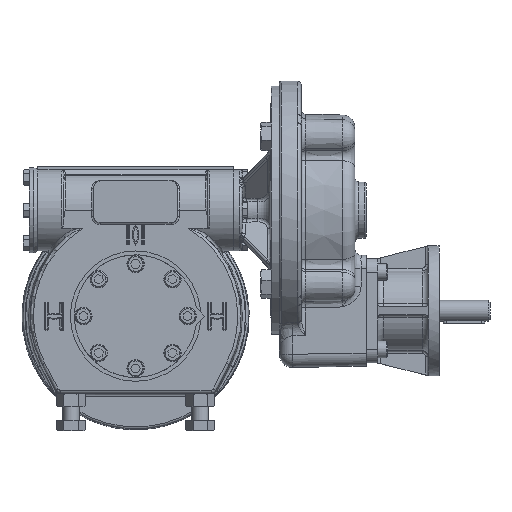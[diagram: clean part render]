
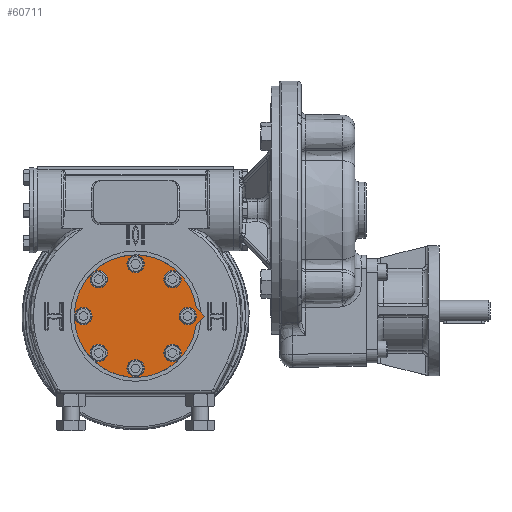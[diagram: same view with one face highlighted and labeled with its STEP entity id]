
A CAD part, top view. The second image highlights one B-rep face of the part: STEP entity #60711.
In plain terms, the highlighted planar face has unit normal (0, 0, 1).
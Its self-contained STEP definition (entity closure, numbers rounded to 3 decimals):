
#1278=PLANE('',#64731);
#6323=LINE('',#91734,#8454);
#6326=LINE('',#91740,#8457);
#8454=VECTOR('',#72563,1000.);
#8457=VECTOR('',#72568,1000.);
#16391=ORIENTED_EDGE('',*,*,#26022,.T.);
#16392=ORIENTED_EDGE('',*,*,#26023,.T.);
#16393=ORIENTED_EDGE('',*,*,#26024,.T.);
#16394=ORIENTED_EDGE('',*,*,#26025,.T.);
#16395=ORIENTED_EDGE('',*,*,#26026,.T.);
#16396=ORIENTED_EDGE('',*,*,#26027,.T.);
#16397=ORIENTED_EDGE('',*,*,#26028,.T.);
#16398=ORIENTED_EDGE('',*,*,#26029,.T.);
#16399=ORIENTED_EDGE('',*,*,#26005,.F.);
#16400=ORIENTED_EDGE('',*,*,#26012,.F.);
#16401=ORIENTED_EDGE('',*,*,#26009,.F.);
#26005=EDGE_CURVE('',#31360,#31361,#34544,.T.);
#26009=EDGE_CURVE('',#31361,#31364,#6323,.T.);
#26012=EDGE_CURVE('',#31364,#31360,#6326,.T.);
#26022=EDGE_CURVE('',#31374,#31374,#34554,.T.);
#26023=EDGE_CURVE('',#31375,#31375,#34555,.T.);
#26024=EDGE_CURVE('',#31376,#31376,#34556,.T.);
#26025=EDGE_CURVE('',#31377,#31377,#34557,.T.);
#26026=EDGE_CURVE('',#31378,#31378,#34558,.T.);
#26027=EDGE_CURVE('',#31379,#31379,#34559,.T.);
#26028=EDGE_CURVE('',#31380,#31380,#34560,.T.);
#26029=EDGE_CURVE('',#31381,#31381,#34561,.T.);
#31360=VERTEX_POINT('',#91726);
#31361=VERTEX_POINT('',#91727);
#31364=VERTEX_POINT('',#91735);
#31374=VERTEX_POINT('',#91761);
#31375=VERTEX_POINT('',#91763);
#31376=VERTEX_POINT('',#91765);
#31377=VERTEX_POINT('',#91767);
#31378=VERTEX_POINT('',#91769);
#31379=VERTEX_POINT('',#91771);
#31380=VERTEX_POINT('',#91773);
#31381=VERTEX_POINT('',#91775);
#34544=CIRCLE('',#64718,58.75);
#34554=CIRCLE('',#64732,5.5);
#34555=CIRCLE('',#64733,5.5);
#34556=CIRCLE('',#64734,5.5);
#34557=CIRCLE('',#64735,5.5);
#34558=CIRCLE('',#64736,5.5);
#34559=CIRCLE('',#64737,5.5);
#34560=CIRCLE('',#64738,5.5);
#34561=CIRCLE('',#64739,5.5);
#37047=EDGE_LOOP('',(#16391));
#37048=EDGE_LOOP('',(#16392));
#37049=EDGE_LOOP('',(#16393));
#37050=EDGE_LOOP('',(#16394));
#37051=EDGE_LOOP('',(#16395));
#37052=EDGE_LOOP('',(#16396));
#37053=EDGE_LOOP('',(#16397));
#37054=EDGE_LOOP('',(#16398));
#37055=EDGE_LOOP('',(#16399,#16400,#16401));
#40749=FACE_BOUND('',#37047,.T.);
#40750=FACE_BOUND('',#37048,.T.);
#40751=FACE_BOUND('',#37049,.T.);
#40752=FACE_BOUND('',#37050,.T.);
#40753=FACE_BOUND('',#37051,.T.);
#40754=FACE_BOUND('',#37052,.T.);
#40755=FACE_BOUND('',#37053,.T.);
#40756=FACE_BOUND('',#37054,.T.);
#40757=FACE_BOUND('',#37055,.T.);
#60711=ADVANCED_FACE('',(#40749,#40750,#40751,#40752,#40753,#40754,#40755,
#40756,#40757),#1278,.F.);
#64718=AXIS2_PLACEMENT_3D('',#91725,#72555,#72556);
#64731=AXIS2_PLACEMENT_3D('',#91759,#72588,#72589);
#64732=AXIS2_PLACEMENT_3D('',#91760,#72590,#72591);
#64733=AXIS2_PLACEMENT_3D('',#91762,#72592,#72593);
#64734=AXIS2_PLACEMENT_3D('',#91764,#72594,#72595);
#64735=AXIS2_PLACEMENT_3D('',#91766,#72596,#72597);
#64736=AXIS2_PLACEMENT_3D('',#91768,#72598,#72599);
#64737=AXIS2_PLACEMENT_3D('',#91770,#72600,#72601);
#64738=AXIS2_PLACEMENT_3D('',#91772,#72602,#72603);
#64739=AXIS2_PLACEMENT_3D('',#91774,#72604,#72605);
#72555=DIRECTION('',(0.,0.,-1.));
#72556=DIRECTION('',(1.,0.,0.));
#72563=DIRECTION('',(0.707,-0.707,0.));
#72568=DIRECTION('',(-0.707,-0.707,0.));
#72588=DIRECTION('',(0.,0.,-1.));
#72589=DIRECTION('',(1.,0.,0.));
#72590=DIRECTION('',(0.,0.,-1.));
#72591=DIRECTION('',(1.,0.,0.));
#72592=DIRECTION('',(0.,0.,-1.));
#72593=DIRECTION('',(1.,0.,0.));
#72594=DIRECTION('',(0.,0.,-1.));
#72595=DIRECTION('',(1.,0.,0.));
#72596=DIRECTION('',(0.,0.,-1.));
#72597=DIRECTION('',(1.,0.,0.));
#72598=DIRECTION('',(0.,0.,-1.));
#72599=DIRECTION('',(1.,0.,0.));
#72600=DIRECTION('',(0.,0.,-1.));
#72601=DIRECTION('',(1.,0.,0.));
#72602=DIRECTION('',(0.,0.,-1.));
#72603=DIRECTION('',(1.,0.,0.));
#72604=DIRECTION('',(0.,0.,-1.));
#72605=DIRECTION('',(1.,0.,0.));
#91725=CARTESIAN_POINT('',(0.,0.,73.5));
#91726=CARTESIAN_POINT('',(58.195,-8.055,73.5));
#91727=CARTESIAN_POINT('',(58.195,8.055,73.5));
#91734=CARTESIAN_POINT('',(58.195,8.055,73.5));
#91735=CARTESIAN_POINT('',(66.25,0.,73.5));
#91740=CARTESIAN_POINT('',(66.25,0.,73.5));
#91759=CARTESIAN_POINT('',(0.,0.,73.5));
#91760=CARTESIAN_POINT('',(35.355,35.355,73.5));
#91761=CARTESIAN_POINT('',(40.855,35.355,73.5));
#91762=CARTESIAN_POINT('',(0.,50.,73.5));
#91763=CARTESIAN_POINT('',(5.5,50.,73.5));
#91764=CARTESIAN_POINT('',(-35.355,35.355,73.5));
#91765=CARTESIAN_POINT('',(-29.855,35.355,73.5));
#91766=CARTESIAN_POINT('',(-50.,0.,73.5));
#91767=CARTESIAN_POINT('',(-44.5,0.,73.5));
#91768=CARTESIAN_POINT('',(-35.355,-35.355,73.5));
#91769=CARTESIAN_POINT('',(-29.855,-35.355,73.5));
#91770=CARTESIAN_POINT('',(0.,-50.,73.5));
#91771=CARTESIAN_POINT('',(5.5,-50.,73.5));
#91772=CARTESIAN_POINT('',(35.355,-35.355,73.5));
#91773=CARTESIAN_POINT('',(40.855,-35.355,73.5));
#91774=CARTESIAN_POINT('',(50.,0.,73.5));
#91775=CARTESIAN_POINT('',(55.5,0.,73.5));
